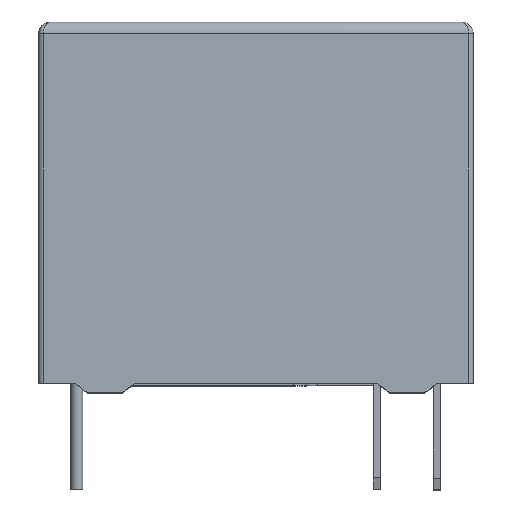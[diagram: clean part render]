
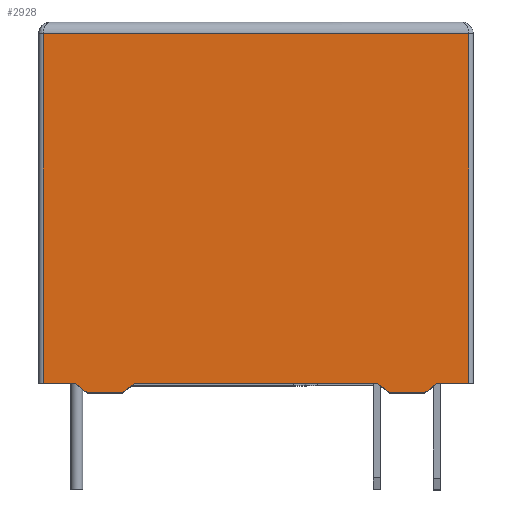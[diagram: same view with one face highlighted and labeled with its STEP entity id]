
A CAD part, top view. The second image highlights one B-rep face of the part: STEP entity #2928.
In plain terms, the highlighted planar face has unit normal (0, 0, 1).
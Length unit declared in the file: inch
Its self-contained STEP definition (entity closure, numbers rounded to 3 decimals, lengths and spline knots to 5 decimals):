
#372 = VERTEX_POINT ( 'NONE', #7461 ) ;
#394 = DIRECTION ( 'NONE',  ( -0.781, 0.625, 0. ) ) ;
#403 = PLANE ( 'NONE',  #2538 ) ;
#529 = VERTEX_POINT ( 'NONE', #7611 ) ;
#700 = DIRECTION ( 'NONE',  ( -1., 0., 0. ) ) ;
#707 = EDGE_CURVE ( 'NONE', #8225, #1397, #8232, .T. ) ;
#734 = VECTOR ( 'NONE', #7631, 39.37008 ) ;
#738 = CARTESIAN_POINT ( 'NONE',  ( -0.20276, 0.00747, 0.1815 ) ) ;
#781 = ORIENTED_EDGE ( 'NONE', *, *, #4072, .F. ) ;
#806 = CARTESIAN_POINT ( 'NONE',  ( 0.35433, 0.00747, 0.1815 ) ) ;
#977 = ORIENTED_EDGE ( 'NONE', *, *, #8358, .F. ) ;
#1231 = CARTESIAN_POINT ( 'NONE',  ( 0.3622, 0.00747, 0.1815 ) ) ;
#1285 = DIRECTION ( 'NONE',  ( -1., 0., 0. ) ) ;
#1397 = VERTEX_POINT ( 'NONE', #7392 ) ;
#1585 = CARTESIAN_POINT ( 'NONE',  ( 0.3622, 0.00747, 0.1815 ) ) ;
#1731 = VERTEX_POINT ( 'NONE', #2103 ) ;
#1956 = LINE ( 'NONE', #4881, #8519 ) ;
#1990 = DIRECTION ( 'NONE',  ( 0., -1., 0. ) ) ;
#2100 = CARTESIAN_POINT ( 'NONE',  ( 0.30118, 0.00747, 0.1815 ) ) ;
#2103 = CARTESIAN_POINT ( 'NONE',  ( -0.35433, 0.00747, 0.1815 ) ) ;
#2143 = LINE ( 'NONE', #3671, #4543 ) ;
#2145 = ORIENTED_EDGE ( 'NONE', *, *, #3701, .F. ) ;
#2194 = CARTESIAN_POINT ( 'NONE',  ( 0.35433, 0.59015, 0.1815 ) ) ;
#2316 = CARTESIAN_POINT ( 'NONE',  ( 0.3622, -0.00828, 0.1815 ) ) ;
#2538 = AXIS2_PLACEMENT_3D ( 'NONE', #1231, #6248, #1990 ) ;
#2568 = EDGE_CURVE ( 'NONE', #529, #1731, #1956, .T. ) ;
#2679 = LINE ( 'NONE', #3304, #734 ) ;
#2703 = FACE_OUTER_BOUND ( 'NONE', #3391, .T. ) ;
#2928 = ADVANCED_FACE ( 'NONE', ( #2703 ), #403, .F. ) ;
#3135 = EDGE_CURVE ( 'NONE', #1397, #9459, #2143, .T. ) ;
#3252 = VECTOR ( 'NONE', #3533, 39.37008 ) ;
#3291 = CARTESIAN_POINT ( 'NONE',  ( -0.35433, 0.59015, 0.1815 ) ) ;
#3304 = CARTESIAN_POINT ( 'NONE',  ( 0.3622, 0.59015, 0.1815 ) ) ;
#3391 = EDGE_LOOP ( 'NONE', ( #2145, #5081, #3991, #8288, #3436, #781, #3528, #977, #3971, #8589, #7088, #8688 ) ) ;
#3436 = ORIENTED_EDGE ( 'NONE', *, *, #8554, .F. ) ;
#3464 = VERTEX_POINT ( 'NONE', #738 ) ;
#3480 = CARTESIAN_POINT ( 'NONE',  ( 0.3622, -0.00828, 0.1815 ) ) ;
#3528 = ORIENTED_EDGE ( 'NONE', *, *, #7737, .F. ) ;
#3533 = DIRECTION ( 'NONE',  ( -0.781, -0.625, 0. ) ) ;
#3671 = CARTESIAN_POINT ( 'NONE',  ( 0., 0.00747, 0.1815 ) ) ;
#3701 = EDGE_CURVE ( 'NONE', #5015, #8225, #2679, .T. ) ;
#3787 = CARTESIAN_POINT ( 'NONE',  ( -0.22244, -0.00828, 0.1815 ) ) ;
#3971 = ORIENTED_EDGE ( 'NONE', *, *, #8032, .F. ) ;
#3991 = ORIENTED_EDGE ( 'NONE', *, *, #2568, .F. ) ;
#3999 = VECTOR ( 'NONE', #394, 39.37008 ) ;
#4072 = EDGE_CURVE ( 'NONE', #3464, #8998, #5243, .T. ) ;
#4300 = VECTOR ( 'NONE', #4412, 39.37008 ) ;
#4412 = DIRECTION ( 'NONE',  ( 0., 1., 0. ) ) ;
#4543 = VECTOR ( 'NONE', #700, 39.37008 ) ;
#4624 = CARTESIAN_POINT ( 'NONE',  ( -0.2815, -0.00828, 0.1815 ) ) ;
#4700 = VECTOR ( 'NONE', #5739, 39.37008 ) ;
#4866 = VERTEX_POINT ( 'NONE', #5363 ) ;
#4881 = CARTESIAN_POINT ( 'NONE',  ( 0., 0.00747, 0.1815 ) ) ;
#4922 = LINE ( 'NONE', #2100, #3252 ) ;
#5015 = VERTEX_POINT ( 'NONE', #3291 ) ;
#5035 = CARTESIAN_POINT ( 'NONE',  ( -0.35433, 0.00747, 0.1815 ) ) ;
#5081 = ORIENTED_EDGE ( 'NONE', *, *, #7601, .F. ) ;
#5152 = EDGE_CURVE ( 'NONE', #6449, #529, #8731, .T. ) ;
#5170 = CARTESIAN_POINT ( 'NONE',  ( -0.2815, -0.00828, 0.1815 ) ) ;
#5225 = VECTOR ( 'NONE', #7344, 39.37008 ) ;
#5243 = LINE ( 'NONE', #8219, #4700 ) ;
#5363 = CARTESIAN_POINT ( 'NONE',  ( 0.2815, -0.00828, 0.1815 ) ) ;
#5739 = DIRECTION ( 'NONE',  ( -0.781, -0.625, 0. ) ) ;
#6248 = DIRECTION ( 'NONE',  ( 0., 0., -1. ) ) ;
#6406 = LINE ( 'NONE', #3480, #7377 ) ;
#6449 = VERTEX_POINT ( 'NONE', #4624 ) ;
#6507 = DIRECTION ( 'NONE',  ( -0.781, 0.625, 0. ) ) ;
#6576 = VERTEX_POINT ( 'NONE', #7065 ) ;
#6722 = LINE ( 'NONE', #2316, #7388 ) ;
#6961 = LINE ( 'NONE', #9000, #3999 ) ;
#7065 = CARTESIAN_POINT ( 'NONE',  ( 0.22244, -0.00828, 0.1815 ) ) ;
#7088 = ORIENTED_EDGE ( 'NONE', *, *, #3135, .F. ) ;
#7191 = LINE ( 'NONE', #5035, #4300 ) ;
#7266 = VECTOR ( 'NONE', #7511, 39.37008 ) ;
#7344 = DIRECTION ( 'NONE',  ( -1., 0., 0. ) ) ;
#7361 = DIRECTION ( 'NONE',  ( -1., 0., 0. ) ) ;
#7377 = VECTOR ( 'NONE', #1285, 39.37008 ) ;
#7388 = VECTOR ( 'NONE', #7361, 39.37008 ) ;
#7392 = CARTESIAN_POINT ( 'NONE',  ( 0.35433, 0.00747, 0.1815 ) ) ;
#7428 = LINE ( 'NONE', #1585, #5225 ) ;
#7461 = CARTESIAN_POINT ( 'NONE',  ( 0.20276, 0.00747, 0.1815 ) ) ;
#7511 = DIRECTION ( 'NONE',  ( 0., -1., 0. ) ) ;
#7601 = EDGE_CURVE ( 'NONE', #1731, #5015, #7191, .T. ) ;
#7611 = CARTESIAN_POINT ( 'NONE',  ( -0.30118, 0.00747, 0.1815 ) ) ;
#7631 = DIRECTION ( 'NONE',  ( 1., 0., 0. ) ) ;
#7737 = EDGE_CURVE ( 'NONE', #372, #3464, #7428, .T. ) ;
#7813 = DIRECTION ( 'NONE',  ( -1., 0., 0. ) ) ;
#8032 = EDGE_CURVE ( 'NONE', #4866, #6576, #6406, .T. ) ;
#8219 = CARTESIAN_POINT ( 'NONE',  ( -0.20276, 0.00747, 0.1815 ) ) ;
#8225 = VERTEX_POINT ( 'NONE', #2194 ) ;
#8232 = LINE ( 'NONE', #806, #7266 ) ;
#8288 = ORIENTED_EDGE ( 'NONE', *, *, #5152, .F. ) ;
#8358 = EDGE_CURVE ( 'NONE', #6576, #372, #6961, .T. ) ;
#8519 = VECTOR ( 'NONE', #7813, 39.37008 ) ;
#8554 = EDGE_CURVE ( 'NONE', #8998, #6449, #6722, .T. ) ;
#8589 = ORIENTED_EDGE ( 'NONE', *, *, #9245, .F. ) ;
#8688 = ORIENTED_EDGE ( 'NONE', *, *, #707, .F. ) ;
#8731 = LINE ( 'NONE', #5170, #9496 ) ;
#8998 = VERTEX_POINT ( 'NONE', #3787 ) ;
#9000 = CARTESIAN_POINT ( 'NONE',  ( 0.22244, -0.00828, 0.1815 ) ) ;
#9139 = CARTESIAN_POINT ( 'NONE',  ( 0.30118, 0.00747, 0.1815 ) ) ;
#9245 = EDGE_CURVE ( 'NONE', #9459, #4866, #4922, .T. ) ;
#9459 = VERTEX_POINT ( 'NONE', #9139 ) ;
#9496 = VECTOR ( 'NONE', #6507, 39.37008 ) ;
